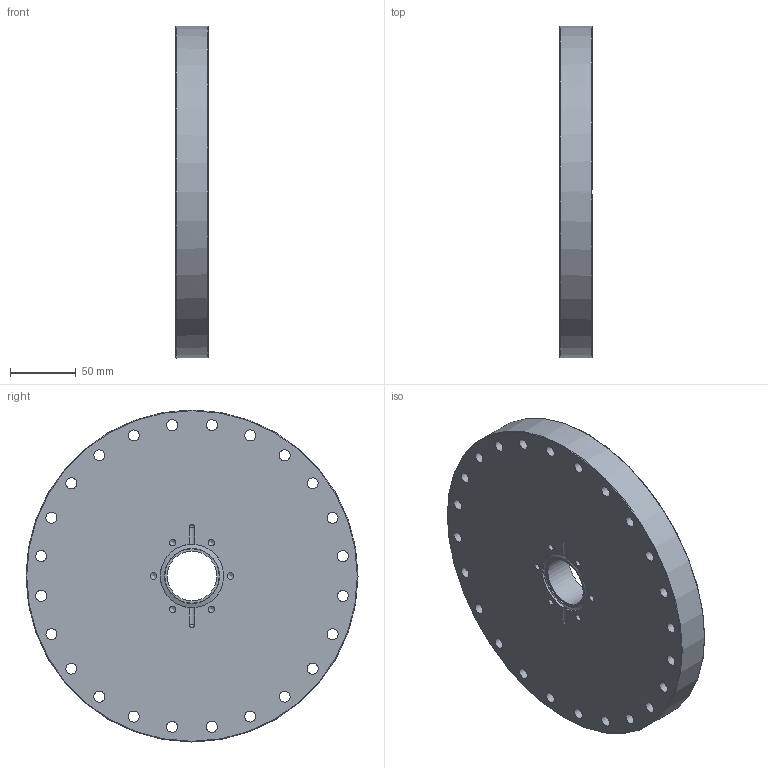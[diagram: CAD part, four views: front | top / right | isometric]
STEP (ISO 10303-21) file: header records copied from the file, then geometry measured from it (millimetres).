
FILE_DESCRIPTION((''),'2;1');
FILE_NAME('ZL2040-316LNS.stp','2009-03-13T14:52:17',('hasers'),(''),'Autodesk Inventor 2008','Autodesk Inventor 2008','');
FILE_SCHEMA(('AUTOMOTIVE_DESIGN { 1 0 10303 214 1 1 1 1 }'));
Length unit declared in the file: millimetre
Products named in the file (1): ZL2040-316LNS
Bounding box: 25 x 253 x 253 mm (x, y, z)
Volume: 1147566.4 mm3; surface area: 136796.6 mm2
Topology: 1 solids, 1 shells, 58 faces, 184 edges, 129 vertices
Faces by surface type: bspline 38, cylinder 8, plane 5, cone 4, torus 3
Full cylindrical faces by diameter (mm): 38 x1, 48.3 x1, 222.3 x1, 253 x1
Entity records: 2278 total; most frequent: CARTESIAN_POINT 1047, DIRECTION 214, ORIENTED_EDGE 200, EDGE_LOOP 154, AXIS2_PLACEMENT_3D 103, EDGE_CURVE 100, FACE_BOUND 96, VERTEX_POINT 90
